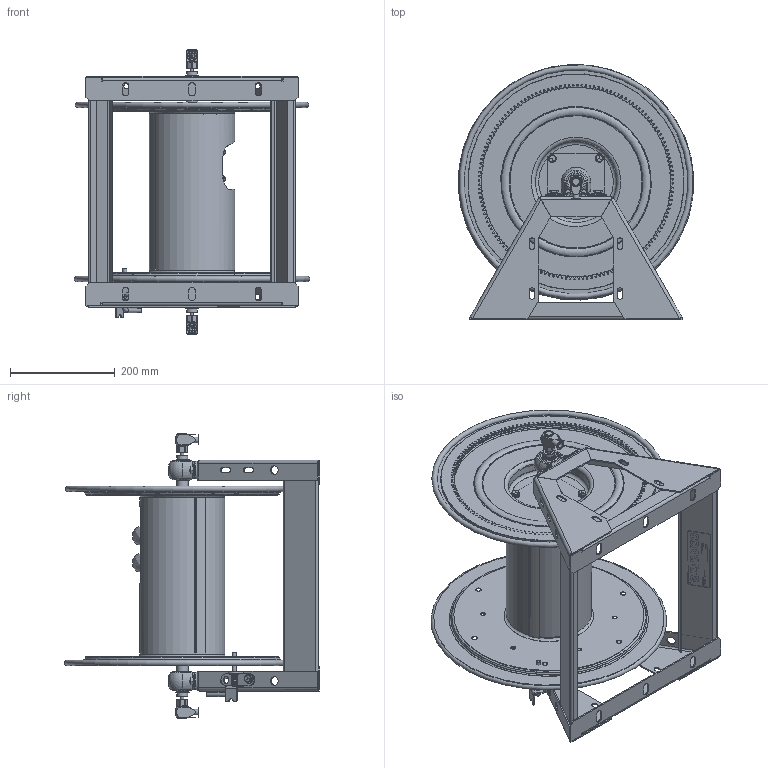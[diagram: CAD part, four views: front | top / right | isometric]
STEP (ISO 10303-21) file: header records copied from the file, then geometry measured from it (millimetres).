
FILE_DESCRIPTION(/* description */ (''),/* implementation_level */ '2;1');
FILE_NAME(/* name */ '1275HPL-B-12_SHARED.stp',/* time_stamp */ '2020-03-16T09:37:11-07:00',/* author */ ('NMelton'),/* organization */ (''),/* preprocessor_version */ 'ST-DEVELOPER v17',/* originating_system */ 'Autodesk Inventor 2019',/* authorisation */ '');
FILE_SCHEMA (('AUTOMOTIVE_DESIGN { 1 0 10303 214 3 1 1 }'));
Products named in the file (1): 1275HPL-B-12_SHARED
Bounding box: 450.47 x 487.75 x 546.35 mm (x, y, z)
Surface area: 1728878.3 mm2 (no closed solid volume)
Topology: 0 solids, 129 shells, 2777 faces, 9551 edges, 6695 vertices
Faces by surface type: cylinder 1158, plane 876, cone 322, bspline 293, torus 94, sphere 34
Full cylindrical faces by diameter (mm): 1.245 x4, 1.321 x4, 2.54 x1, 3.048 x1, 3.975 x6, 5.969 x2, 6.35 x2, 6.985 x4, 7.925 x3, 7.938 x11, 8.382 x2, 8.636 x6, 8.738 x1, 8.763 x1, 10.414 x6, 10.592 x2, 10.731 x4, 11.43 x9, 12.573 x2, 12.7 x4, 12.859 x4, 13.398 x2, 13.868 x2, 14.186 x4, 15.875 x2, 16.167 x2, 16.662 x4, 16.764 x1, 17.615 x1, 18.644 x2
Entity records: 119845 total; most frequent: CARTESIAN_POINT 40153, ORIENTED_EDGE 15673, DIRECTION 14706, EDGE_CURVE 9491, VERTEX_POINT 6695, AXIS2_PLACEMENT_3D 5280, LINE 4146, VECTOR 4146
